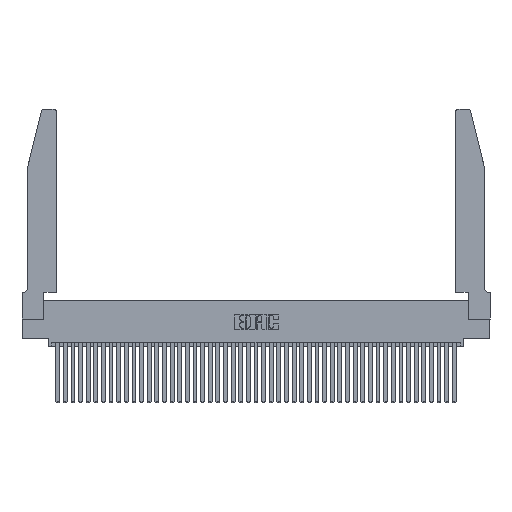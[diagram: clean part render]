
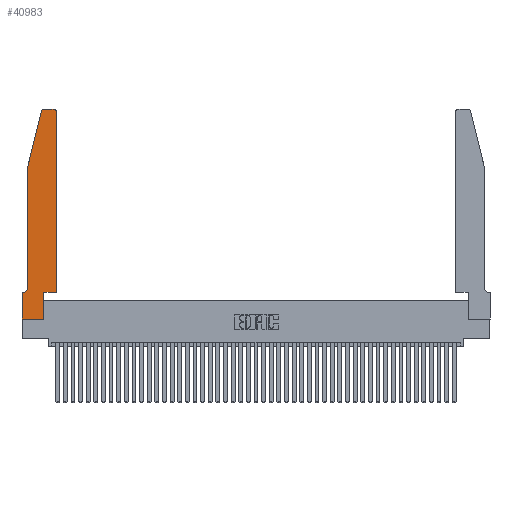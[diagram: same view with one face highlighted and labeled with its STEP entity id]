
A CAD part, top view. The second image highlights one B-rep face of the part: STEP entity #40983.
In plain terms, the highlighted planar face has unit normal (0, 0, 1).
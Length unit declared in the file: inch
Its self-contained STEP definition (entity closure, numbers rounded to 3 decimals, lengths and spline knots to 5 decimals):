
#362 = ORIENTED_EDGE ( 'NONE', *, *, #25272, .T. ) ;
#446 = ORIENTED_EDGE ( 'NONE', *, *, #12312, .T. ) ;
#465 = DIRECTION ( 'NONE',  ( 0., -1., 0. ) ) ;
#496 = AXIS2_PLACEMENT_3D ( 'NONE', #37605, #16995, #41027 ) ;
#583 = VERTEX_POINT ( 'NONE', #15004 ) ;
#642 = LINE ( 'NONE', #39282, #18215 ) ;
#976 = VERTEX_POINT ( 'NONE', #13434 ) ;
#1046 = DIRECTION ( 'NONE',  ( -0.239, -0.971, 0. ) ) ;
#1136 = CARTESIAN_POINT ( 'NONE',  ( 0.2605, 2.75, 0.37 ) ) ;
#1367 = CARTESIAN_POINT ( 'NONE',  ( 0.4205, 2.75, 0.37 ) ) ;
#1909 = VERTEX_POINT ( 'NONE', #10629 ) ;
#2595 = EDGE_CURVE ( 'NONE', #4914, #24041, #36790, .T. ) ;
#3453 = DIRECTION ( 'NONE',  ( 0., 0., 1. ) ) ;
#3572 = VECTOR ( 'NONE', #28766, 39.37008 ) ;
#4104 = LINE ( 'NONE', #39790, #39881 ) ;
#4914 = VERTEX_POINT ( 'NONE', #16528 ) ;
#5991 = VERTEX_POINT ( 'NONE', #35578 ) ;
#6515 = LINE ( 'NONE', #29723, #42175 ) ;
#6630 = VECTOR ( 'NONE', #9761, 39.37008 ) ;
#6642 = LINE ( 'NONE', #17982, #15962 ) ;
#6775 = LINE ( 'NONE', #1136, #24210 ) ;
#7903 = VECTOR ( 'NONE', #33535, 39.37008 ) ;
#7969 = EDGE_CURVE ( 'NONE', #32378, #4914, #12918, .T. ) ;
#8235 = DIRECTION ( 'NONE',  ( -1., 0., 0. ) ) ;
#8467 = CARTESIAN_POINT ( 'NONE',  ( 0.25487, 2.72718, 0.37 ) ) ;
#8821 = EDGE_CURVE ( 'NONE', #583, #976, #26403, .T. ) ;
#9191 = VERTEX_POINT ( 'NONE', #1367 ) ;
#9761 = DIRECTION ( 'NONE',  ( 0., 1., 0. ) ) ;
#10629 = CARTESIAN_POINT ( 'NONE',  ( 0.4505, 2.72, 0.37 ) ) ;
#10777 = EDGE_CURVE ( 'NONE', #5991, #583, #6642, .T. ) ;
#10915 = ORIENTED_EDGE ( 'NONE', *, *, #8821, .T. ) ;
#11055 = DIRECTION ( 'NONE',  ( 0., 0., 1. ) ) ;
#12292 = FACE_OUTER_BOUND ( 'NONE', #42349, .T. ) ;
#12312 = EDGE_CURVE ( 'NONE', #24041, #5991, #4104, .T. ) ;
#12442 = CARTESIAN_POINT ( 'NONE',  ( 0.2865, 0.35, 0.37 ) ) ;
#12918 = LINE ( 'NONE', #38958, #3572 ) ;
#13434 = CARTESIAN_POINT ( 'NONE',  ( 0.2865, 0., 0.37 ) ) ;
#15004 = CARTESIAN_POINT ( 'NONE',  ( 0., 0., 0.37 ) ) ;
#15379 = VERTEX_POINT ( 'NONE', #12442 ) ;
#15477 = CIRCLE ( 'NONE', #16980, 0.03 ) ;
#15615 = DIRECTION ( 'NONE',  ( 0., 1., 0. ) ) ;
#15781 = ORIENTED_EDGE ( 'NONE', *, *, #2595, .T. ) ;
#15962 = VECTOR ( 'NONE', #465, 39.37008 ) ;
#16528 = CARTESIAN_POINT ( 'NONE',  ( 0.0755, 0.42, 0.37 ) ) ;
#16980 = AXIS2_PLACEMENT_3D ( 'NONE', #31798, #11055, #35249 ) ;
#16995 = DIRECTION ( 'NONE',  ( 0., 0., 1. ) ) ;
#17318 = CARTESIAN_POINT ( 'NONE',  ( 0.284, 2.75, 0.37 ) ) ;
#17618 = CARTESIAN_POINT ( 'NONE',  ( 0.0055, 0.42, 0.37 ) ) ;
#17982 = CARTESIAN_POINT ( 'NONE',  ( 0., 0., 0.37 ) ) ;
#18215 = VECTOR ( 'NONE', #1046, 39.37008 ) ;
#18223 = ORIENTED_EDGE ( 'NONE', *, *, #20299, .T. ) ;
#19305 = EDGE_CURVE ( 'NONE', #43967, #32378, #642, .T. ) ;
#19484 = DIRECTION ( 'NONE',  ( 1., 0., 0. ) ) ;
#19672 = EDGE_CURVE ( 'NONE', #1909, #9191, #24666, .T. ) ;
#20299 = EDGE_CURVE ( 'NONE', #25318, #1909, #24057, .T. ) ;
#20755 = PLANE ( 'NONE',  #27355 ) ;
#21096 = DIRECTION ( 'NONE',  ( -1., 0., 0. ) ) ;
#21556 = ORIENTED_EDGE ( 'NONE', *, *, #7969, .T. ) ;
#21954 = CARTESIAN_POINT ( 'NONE',  ( 0.0055, 0.35, 0.37 ) ) ;
#22264 = CARTESIAN_POINT ( 'NONE',  ( 0.4505, 0.35, 0.37 ) ) ;
#22541 = DIRECTION ( 'NONE',  ( -1., 0., 0. ) ) ;
#24041 = VERTEX_POINT ( 'NONE', #21954 ) ;
#24057 = LINE ( 'NONE', #30528, #6630 ) ;
#24210 = VECTOR ( 'NONE', #8235, 39.37008 ) ;
#24666 = CIRCLE ( 'NONE', #496, 0.03 ) ;
#25063 = CARTESIAN_POINT ( 'NONE',  ( 0.0755, 2., 0.37 ) ) ;
#25198 = ORIENTED_EDGE ( 'NONE', *, *, #28073, .T. ) ;
#25272 = EDGE_CURVE ( 'NONE', #9191, #44334, #6775, .T. ) ;
#25318 = VERTEX_POINT ( 'NONE', #22264 ) ;
#26403 = LINE ( 'NONE', #43630, #7903 ) ;
#27332 = ORIENTED_EDGE ( 'NONE', *, *, #10777, .T. ) ;
#27355 = AXIS2_PLACEMENT_3D ( 'NONE', #36069, #3453, #27841 ) ;
#27841 = DIRECTION ( 'NONE',  ( 1., 0., 0. ) ) ;
#28073 = EDGE_CURVE ( 'NONE', #15379, #25318, #6515, .T. ) ;
#28516 = ORIENTED_EDGE ( 'NONE', *, *, #29668, .T. ) ;
#28766 = DIRECTION ( 'NONE',  ( 0., -1., 0. ) ) ;
#29668 = EDGE_CURVE ( 'NONE', #976, #15379, #40442, .T. ) ;
#29723 = CARTESIAN_POINT ( 'NONE',  ( 0.4505, 0.35, 0.37 ) ) ;
#30528 = CARTESIAN_POINT ( 'NONE',  ( 0.4505, 0.35, 0.37 ) ) ;
#31798 = CARTESIAN_POINT ( 'NONE',  ( 0.284, 2.72, 0.37 ) ) ;
#32378 = VERTEX_POINT ( 'NONE', #25063 ) ;
#33079 = ORIENTED_EDGE ( 'NONE', *, *, #19672, .T. ) ;
#33535 = DIRECTION ( 'NONE',  ( 1., 0., 0. ) ) ;
#35249 = DIRECTION ( 'NONE',  ( 1., 0., 0. ) ) ;
#35578 = CARTESIAN_POINT ( 'NONE',  ( 0., 0.35, 0.37 ) ) ;
#36069 = CARTESIAN_POINT ( 'NONE',  ( 0., 0.35, 0.37 ) ) ;
#36261 = CARTESIAN_POINT ( 'NONE',  ( 0.2865, 0.35, 0.37 ) ) ;
#36705 = ORIENTED_EDGE ( 'NONE', *, *, #42240, .T. ) ;
#36790 = CIRCLE ( 'NONE', #39277, 0.07 ) ;
#37605 = CARTESIAN_POINT ( 'NONE',  ( 0.4205, 2.72, 0.37 ) ) ;
#38958 = CARTESIAN_POINT ( 'NONE',  ( 0.0755, 2., 0.37 ) ) ;
#39277 = AXIS2_PLACEMENT_3D ( 'NONE', #17618, #41625, #21096 ) ;
#39282 = CARTESIAN_POINT ( 'NONE',  ( 0.0755, 2., 0.37 ) ) ;
#39651 = ORIENTED_EDGE ( 'NONE', *, *, #19305, .T. ) ;
#39790 = CARTESIAN_POINT ( 'NONE',  ( 0.0755, 0.35, 0.37 ) ) ;
#39881 = VECTOR ( 'NONE', #22541, 39.37008 ) ;
#40442 = LINE ( 'NONE', #36261, #41493 ) ;
#40983 = ADVANCED_FACE ( 'NONE', ( #12292 ), #20755, .T. ) ;
#41027 = DIRECTION ( 'NONE',  ( 1., 0., 0. ) ) ;
#41493 = VECTOR ( 'NONE', #15615, 39.37008 ) ;
#41625 = DIRECTION ( 'NONE',  ( 0., 0., -1. ) ) ;
#42175 = VECTOR ( 'NONE', #19484, 39.37008 ) ;
#42240 = EDGE_CURVE ( 'NONE', #44334, #43967, #15477, .T. ) ;
#42349 = EDGE_LOOP ( 'NONE', ( #362, #36705, #39651, #21556, #15781, #446, #27332, #10915, #28516, #25198, #18223, #33079 ) ) ;
#43630 = CARTESIAN_POINT ( 'NONE',  ( 0., 0., 0.37 ) ) ;
#43967 = VERTEX_POINT ( 'NONE', #8467 ) ;
#44334 = VERTEX_POINT ( 'NONE', #17318 ) ;
